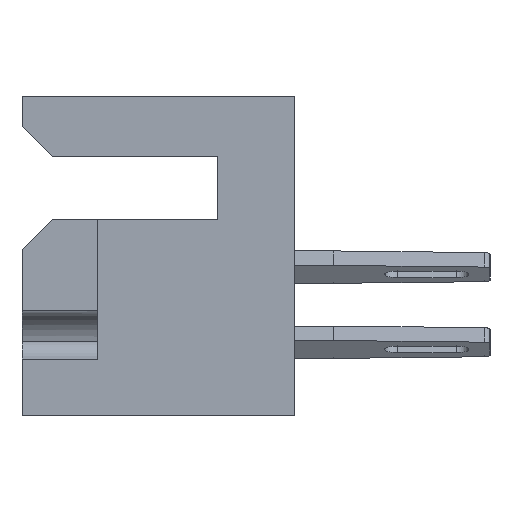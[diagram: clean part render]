
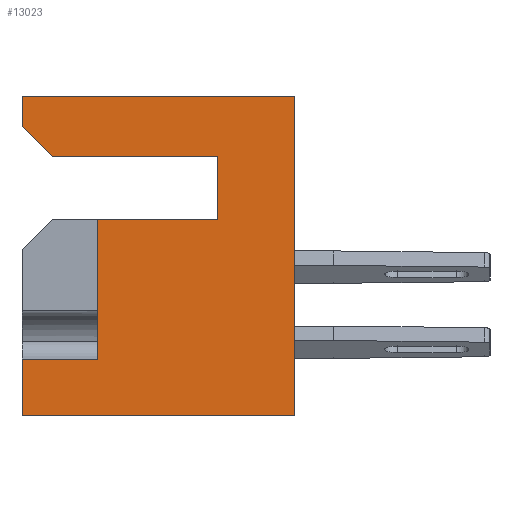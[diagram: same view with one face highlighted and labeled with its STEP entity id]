
A CAD part, left-side view. The second image highlights one B-rep face of the part: STEP entity #13023.
In plain terms, the highlighted planar face has unit normal (-1, 0, 0).
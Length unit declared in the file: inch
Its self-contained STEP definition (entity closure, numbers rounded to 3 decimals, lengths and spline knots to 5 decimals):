
#74 = ORIENTED_EDGE ( 'NONE', *, *, #11084, .T. ) ;
#86 = ORIENTED_EDGE ( 'NONE', *, *, #2203, .F. ) ;
#398 = EDGE_CURVE ( 'NONE', #2368, #9452, #4725, .T. ) ;
#427 = CARTESIAN_POINT ( 'NONE',  ( 0., 0.453, -0.437 ) ) ;
#636 = CARTESIAN_POINT ( 'NONE',  ( 0., 0.453, 0. ) ) ;
#645 = FACE_OUTER_BOUND ( 'NONE', #5224, .T. ) ;
#719 = DIRECTION ( 'NONE',  ( 0., -1., 0. ) ) ;
#905 = VECTOR ( 'NONE', #7955, 39.37008 ) ;
#1032 = VERTEX_POINT ( 'NONE', #13519 ) ;
#1053 = ORIENTED_EDGE ( 'NONE', *, *, #1863, .F. ) ;
#1187 = CARTESIAN_POINT ( 'NONE',  ( 0., 0.453, 0. ) ) ;
#1269 = EDGE_CURVE ( 'NONE', #7392, #10982, #10878, .T. ) ;
#1380 = ORIENTED_EDGE ( 'NONE', *, *, #1269, .F. ) ;
#1430 = CARTESIAN_POINT ( 'NONE',  ( 0., 0.328, -0.437 ) ) ;
#1460 = CARTESIAN_POINT ( 'NONE',  ( 0., 0.328, -0.205 ) ) ;
#1611 = DIRECTION ( 'NONE',  ( 0., 0., 1. ) ) ;
#1743 = CARTESIAN_POINT ( 'NONE',  ( 0., 0.328, -0.437 ) ) ;
#1863 = EDGE_CURVE ( 'NONE', #7374, #14447, #12181, .T. ) ;
#2203 = EDGE_CURVE ( 'NONE', #1032, #9452, #3773, .T. ) ;
#2368 = VERTEX_POINT ( 'NONE', #1430 ) ;
#2482 = CARTESIAN_POINT ( 'NONE',  ( 0., 0.453, 0. ) ) ;
#2701 = LINE ( 'NONE', #6018, #6679 ) ;
#2992 = ORIENTED_EDGE ( 'NONE', *, *, #4918, .F. ) ;
#2995 = ORIENTED_EDGE ( 'NONE', *, *, #14696, .T. ) ;
#3023 = VECTOR ( 'NONE', #719, 39.37008 ) ;
#3773 = LINE ( 'NONE', #2482, #7169 ) ;
#4138 = CARTESIAN_POINT ( 'NONE',  ( 0., 0., 0. ) ) ;
#4694 = CARTESIAN_POINT ( 'NONE',  ( 0., 0., -0.531 ) ) ;
#4718 = AXIS2_PLACEMENT_3D ( 'NONE', #1187, #7423, #8756 ) ;
#4725 = LINE ( 'NONE', #1743, #16167 ) ;
#4918 = EDGE_CURVE ( 'NONE', #14447, #5820, #2701, .T. ) ;
#5163 = EDGE_CURVE ( 'NONE', #2368, #5169, #12862, .T. ) ;
#5169 = VERTEX_POINT ( 'NONE', #15710 ) ;
#5224 = EDGE_LOOP ( 'NONE', ( #14280, #86, #12855, #74, #1380, #7520, #15888, #2992, #1053, #2995, #8082 ) ) ;
#5357 = CARTESIAN_POINT ( 'NONE',  ( 0., 0.403, -0.1 ) ) ;
#5519 = CARTESIAN_POINT ( 'NONE',  ( 0., 0.128, -0.1 ) ) ;
#5708 = CARTESIAN_POINT ( 'NONE',  ( 0., 0.453, -0.531 ) ) ;
#5820 = VERTEX_POINT ( 'NONE', #5357 ) ;
#5902 = EDGE_CURVE ( 'NONE', #6067, #5820, #14031, .T. ) ;
#6018 = CARTESIAN_POINT ( 'NONE',  ( 0., 0.128, -0.1 ) ) ;
#6067 = VERTEX_POINT ( 'NONE', #9711 ) ;
#6202 = CARTESIAN_POINT ( 'NONE',  ( 0., 0.453, 0. ) ) ;
#6372 = CARTESIAN_POINT ( 'NONE',  ( 0., 0.453, 0. ) ) ;
#6679 = VECTOR ( 'NONE', #7298, 39.37008 ) ;
#7104 = DIRECTION ( 'NONE',  ( 0., 0., 1. ) ) ;
#7158 = CARTESIAN_POINT ( 'NONE',  ( 0., 0., 0. ) ) ;
#7169 = VECTOR ( 'NONE', #10217, 39.37008 ) ;
#7184 = VECTOR ( 'NONE', #1611, 39.37008 ) ;
#7259 = VERTEX_POINT ( 'NONE', #4694 ) ;
#7298 = DIRECTION ( 'NONE',  ( 0., 1., 0. ) ) ;
#7374 = VERTEX_POINT ( 'NONE', #15053 ) ;
#7392 = VERTEX_POINT ( 'NONE', #6202 ) ;
#7423 = DIRECTION ( 'NONE',  ( 1., 0., 0. ) ) ;
#7470 = CARTESIAN_POINT ( 'NONE',  ( 0., 0.128, -0.205 ) ) ;
#7520 = ORIENTED_EDGE ( 'NONE', *, *, #8494, .F. ) ;
#7645 = VECTOR ( 'NONE', #14537, 39.37008 ) ;
#7710 = DIRECTION ( 'NONE',  ( 0., -1., 0. ) ) ;
#7955 = DIRECTION ( 'NONE',  ( 0., 0., 1. ) ) ;
#8062 = VECTOR ( 'NONE', #13771, 39.37008 ) ;
#8082 = ORIENTED_EDGE ( 'NONE', *, *, #5163, .F. ) ;
#8262 = CARTESIAN_POINT ( 'NONE',  ( 0., 0.403, -0.1 ) ) ;
#8494 = EDGE_CURVE ( 'NONE', #6067, #7392, #9321, .T. ) ;
#8610 = LINE ( 'NONE', #5708, #3023 ) ;
#8756 = DIRECTION ( 'NONE',  ( 0., 0., -1. ) ) ;
#8838 = VECTOR ( 'NONE', #7104, 39.37008 ) ;
#9321 = LINE ( 'NONE', #636, #12127 ) ;
#9452 = VERTEX_POINT ( 'NONE', #427 ) ;
#9711 = CARTESIAN_POINT ( 'NONE',  ( 0., 0.453, -0.05 ) ) ;
#10217 = DIRECTION ( 'NONE',  ( 0., 0., 1. ) ) ;
#10220 = LINE ( 'NONE', #7158, #8838 ) ;
#10472 = VECTOR ( 'NONE', #7710, 39.37008 ) ;
#10878 = LINE ( 'NONE', #6372, #10472 ) ;
#10982 = VERTEX_POINT ( 'NONE', #4138 ) ;
#11084 = EDGE_CURVE ( 'NONE', #7259, #10982, #10220, .T. ) ;
#11445 = LINE ( 'NONE', #7470, #8062 ) ;
#11903 = CARTESIAN_POINT ( 'NONE',  ( 0., 0.128, -0.1 ) ) ;
#11966 = DIRECTION ( 'NONE',  ( 0., 1., 0. ) ) ;
#12127 = VECTOR ( 'NONE', #12140, 39.37008 ) ;
#12140 = DIRECTION ( 'NONE',  ( 0., 0., 1. ) ) ;
#12181 = LINE ( 'NONE', #11903, #7184 ) ;
#12855 = ORIENTED_EDGE ( 'NONE', *, *, #15859, .T. ) ;
#12862 = LINE ( 'NONE', #1460, #905 ) ;
#13023 = ADVANCED_FACE ( 'NONE', ( #645 ), #15154, .F. ) ;
#13519 = CARTESIAN_POINT ( 'NONE',  ( 0., 0.453, -0.531 ) ) ;
#13771 = DIRECTION ( 'NONE',  ( 0., 1., 0. ) ) ;
#14031 = LINE ( 'NONE', #8262, #7645 ) ;
#14280 = ORIENTED_EDGE ( 'NONE', *, *, #398, .T. ) ;
#14447 = VERTEX_POINT ( 'NONE', #5519 ) ;
#14537 = DIRECTION ( 'NONE',  ( 0., -0.707, -0.707 ) ) ;
#14696 = EDGE_CURVE ( 'NONE', #7374, #5169, #11445, .T. ) ;
#15053 = CARTESIAN_POINT ( 'NONE',  ( 0., 0.128, -0.205 ) ) ;
#15154 = PLANE ( 'NONE',  #4718 ) ;
#15710 = CARTESIAN_POINT ( 'NONE',  ( 0., 0.328, -0.205 ) ) ;
#15859 = EDGE_CURVE ( 'NONE', #1032, #7259, #8610, .T. ) ;
#15888 = ORIENTED_EDGE ( 'NONE', *, *, #5902, .T. ) ;
#16167 = VECTOR ( 'NONE', #11966, 39.37008 ) ;
